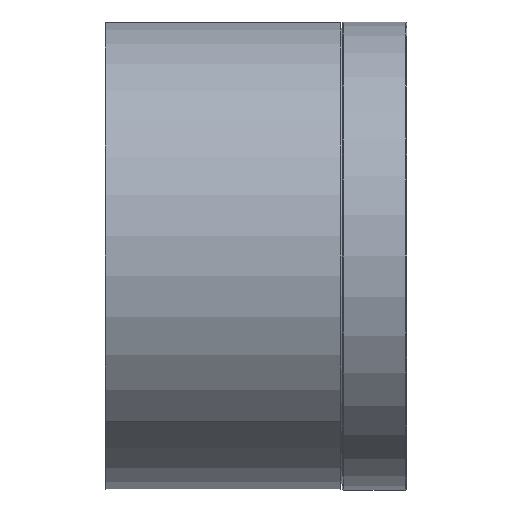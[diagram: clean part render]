
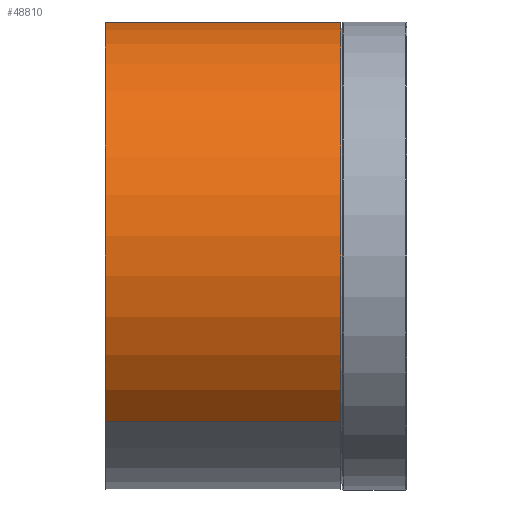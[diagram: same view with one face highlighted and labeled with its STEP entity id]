
A CAD part, left-side view. The second image highlights one B-rep face of the part: STEP entity #48810.
In plain terms, the highlighted cylindrical face has radius 85 mm (diameter 170 mm), a partial arc.
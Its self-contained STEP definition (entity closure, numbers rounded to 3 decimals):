
#665 = VERTEX_POINT ( 'NONE', #54630 ) ;
#5616 = DIRECTION ( 'NONE',  ( 0., 1., 0. ) ) ;
#5847 = CARTESIAN_POINT ( 'NONE',  ( 60.104, 148.773, 60.104 ) ) ;
#6100 = CIRCLE ( 'NONE', #34792, 85. ) ;
#8330 = ORIENTED_EDGE ( 'NONE', *, *, #42082, .T. ) ;
#9259 = ORIENTED_EDGE ( 'NONE', *, *, #35934, .F. ) ;
#11470 = DIRECTION ( 'NONE',  ( 0., 1., 0. ) ) ;
#15542 = DIRECTION ( 'NONE',  ( 0., -1., 0. ) ) ;
#16475 = CYLINDRICAL_SURFACE ( 'NONE', #35354, 85. ) ;
#17295 = CARTESIAN_POINT ( 'NONE',  ( 0., 63.173, 0. ) ) ;
#20647 = VERTEX_POINT ( 'NONE', #44491 ) ;
#21868 = DIRECTION ( 'NONE',  ( 0.707, 0., 0.707 ) ) ;
#23703 = AXIS2_PLACEMENT_3D ( 'NONE', #42861, #15542, #47442 ) ;
#23762 = ORIENTED_EDGE ( 'NONE', *, *, #51300, .T. ) ;
#28798 = CIRCLE ( 'NONE', #23703, 85. ) ;
#32900 = CARTESIAN_POINT ( 'NONE',  ( -60.104, 119.773, -60.104 ) ) ;
#34054 = EDGE_LOOP ( 'NONE', ( #44721, #23762, #8330, #9259 ) ) ;
#34792 = AXIS2_PLACEMENT_3D ( 'NONE', #17295, #49208, #21868 ) ;
#35354 = AXIS2_PLACEMENT_3D ( 'NONE', #38753, #11470, #43380 ) ;
#35934 = EDGE_CURVE ( 'NONE', #37257, #665, #47463, .T. ) ;
#36710 = VECTOR ( 'NONE', #5616, 1000. ) ;
#37257 = VERTEX_POINT ( 'NONE', #50995 ) ;
#38753 = CARTESIAN_POINT ( 'NONE',  ( 0., 119.773, 0. ) ) ;
#39369 = VERTEX_POINT ( 'NONE', #5847 ) ;
#42082 = EDGE_CURVE ( 'NONE', #39369, #665, #28798, .T. ) ;
#42132 = FACE_OUTER_BOUND ( 'NONE', #34054, .T. ) ;
#42861 = CARTESIAN_POINT ( 'NONE',  ( 0., 148.773, 0. ) ) ;
#43380 = DIRECTION ( 'NONE',  ( -0.707, 0., -0.707 ) ) ;
#44491 = CARTESIAN_POINT ( 'NONE',  ( 60.104, 63.173, 60.104 ) ) ;
#44721 = ORIENTED_EDGE ( 'NONE', *, *, #57387, .F. ) ;
#46230 = CARTESIAN_POINT ( 'NONE',  ( 60.104, 119.773, 60.104 ) ) ;
#47442 = DIRECTION ( 'NONE',  ( 0.707, 0., 0.707 ) ) ;
#47463 = LINE ( 'NONE', #32900, #36710 ) ;
#48810 = ADVANCED_FACE ( 'NONE', ( #42132 ), #16475, .T. ) ;
#49033 = LINE ( 'NONE', #46230, #50462 ) ;
#49208 = DIRECTION ( 'NONE',  ( 0., -1., 0. ) ) ;
#50462 = VECTOR ( 'NONE', #50839, 1000. ) ;
#50839 = DIRECTION ( 'NONE',  ( 0., 1., 0. ) ) ;
#50995 = CARTESIAN_POINT ( 'NONE',  ( -60.104, 63.173, -60.104 ) ) ;
#51300 = EDGE_CURVE ( 'NONE', #20647, #39369, #49033, .T. ) ;
#54630 = CARTESIAN_POINT ( 'NONE',  ( -60.104, 148.773, -60.104 ) ) ;
#57387 = EDGE_CURVE ( 'NONE', #20647, #37257, #6100, .T. ) ;
